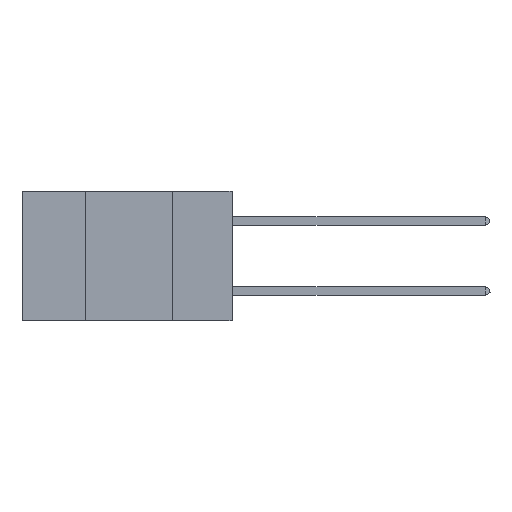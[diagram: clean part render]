
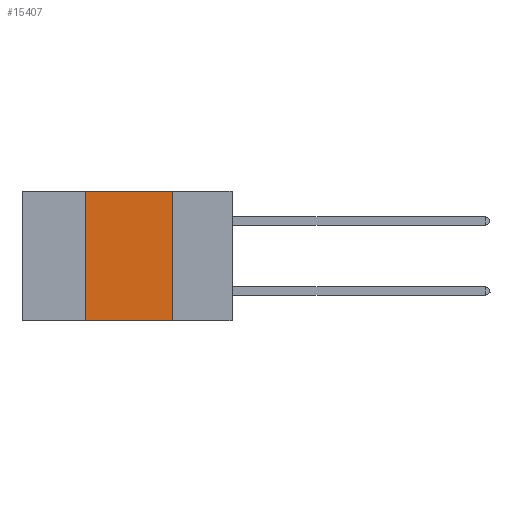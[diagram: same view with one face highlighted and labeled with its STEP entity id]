
A CAD part, left-side view. The second image highlights one B-rep face of the part: STEP entity #15407.
In plain terms, the highlighted planar face has unit normal (-1, 0, 0).
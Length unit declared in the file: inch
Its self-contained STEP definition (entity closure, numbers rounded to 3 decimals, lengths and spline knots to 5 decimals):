
#250 = DIRECTION ( 'NONE',  ( 0., 0., 1. ) ) ;
#444 = CARTESIAN_POINT ( 'NONE',  ( 0., 0.17, -0.37 ) ) ;
#1164 = VECTOR ( 'NONE', #14745, 39.37008 ) ;
#1273 = DIRECTION ( 'NONE',  ( 0., -1., 0. ) ) ;
#1375 = VERTEX_POINT ( 'NONE', #17133 ) ;
#1556 = FACE_OUTER_BOUND ( 'NONE', #12111, .T. ) ;
#2037 = ORIENTED_EDGE ( 'NONE', *, *, #15021, .T. ) ;
#2225 = CARTESIAN_POINT ( 'NONE',  ( 0., 0.42, 0. ) ) ;
#2883 = AXIS2_PLACEMENT_3D ( 'NONE', #11845, #17242, #9093 ) ;
#4036 = ORIENTED_EDGE ( 'NONE', *, *, #7808, .F. ) ;
#4073 = ORIENTED_EDGE ( 'NONE', *, *, #9847, .F. ) ;
#6277 = CARTESIAN_POINT ( 'NONE',  ( 0., 0.42, 0. ) ) ;
#7808 = EDGE_CURVE ( 'NONE', #8691, #17084, #8800, .T. ) ;
#8691 = VERTEX_POINT ( 'NONE', #17120 ) ;
#8800 = LINE ( 'NONE', #17168, #1164 ) ;
#8978 = PLANE ( 'NONE',  #2883 ) ;
#9093 = DIRECTION ( 'NONE',  ( 0., 0., -1. ) ) ;
#9847 = EDGE_CURVE ( 'NONE', #1375, #12489, #12070, .T. ) ;
#10406 = ORIENTED_EDGE ( 'NONE', *, *, #13068, .F. ) ;
#10545 = VECTOR ( 'NONE', #14005, 39.37008 ) ;
#11845 = CARTESIAN_POINT ( 'NONE',  ( 0., 0.6, 0. ) ) ;
#12070 = LINE ( 'NONE', #2225, #13767 ) ;
#12111 = EDGE_LOOP ( 'NONE', ( #4036, #10406, #4073, #2037 ) ) ;
#12489 = VERTEX_POINT ( 'NONE', #6277 ) ;
#13009 = VECTOR ( 'NONE', #1273, 39.37008 ) ;
#13068 = EDGE_CURVE ( 'NONE', #12489, #8691, #16053, .T. ) ;
#13767 = VECTOR ( 'NONE', #250, 39.37008 ) ;
#13941 = CARTESIAN_POINT ( 'NONE',  ( 0., 0.6, 0. ) ) ;
#14005 = DIRECTION ( 'NONE',  ( 0., -1., 0. ) ) ;
#14745 = DIRECTION ( 'NONE',  ( 0., 0., -1. ) ) ;
#14795 = CARTESIAN_POINT ( 'NONE',  ( 0., 0.6, -0.37 ) ) ;
#15021 = EDGE_CURVE ( 'NONE', #1375, #17084, #16186, .T. ) ;
#15407 = ADVANCED_FACE ( 'NONE', ( #1556 ), #8978, .F. ) ;
#16053 = LINE ( 'NONE', #13941, #10545 ) ;
#16186 = LINE ( 'NONE', #14795, #13009 ) ;
#17084 = VERTEX_POINT ( 'NONE', #444 ) ;
#17120 = CARTESIAN_POINT ( 'NONE',  ( 0., 0.17, 0. ) ) ;
#17133 = CARTESIAN_POINT ( 'NONE',  ( 0., 0.42, -0.37 ) ) ;
#17168 = CARTESIAN_POINT ( 'NONE',  ( 0., 0.17, 0. ) ) ;
#17242 = DIRECTION ( 'NONE',  ( 1., 0., 0. ) ) ;
